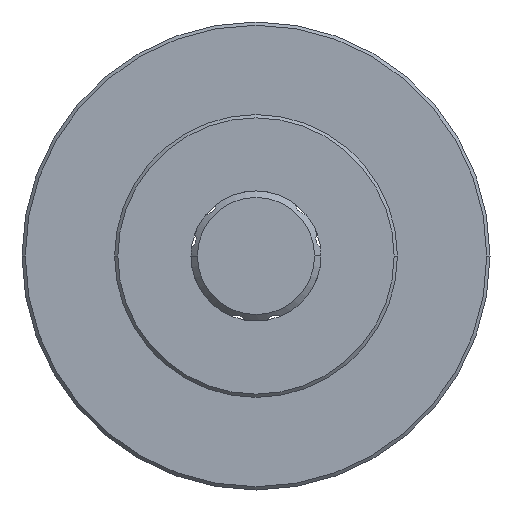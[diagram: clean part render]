
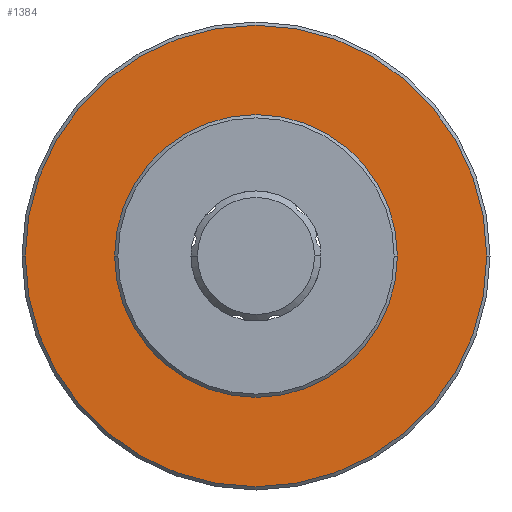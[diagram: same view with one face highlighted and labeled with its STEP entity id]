
A CAD part, left-side view. The second image highlights one B-rep face of the part: STEP entity #1384.
In plain terms, the highlighted planar face has unit normal (-1, 0, 0).
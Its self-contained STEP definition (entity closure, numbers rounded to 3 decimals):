
#883=CARTESIAN_POINT('',(12.,0.,0.));
#884=DIRECTION('',(-1.,0.,0.));
#885=DIRECTION('',(0.,1.,0.));
#886=AXIS2_PLACEMENT_3D('',#883,#884,#885);
#888=CARTESIAN_POINT('',(12.,0.,0.));
#889=DIRECTION('',(-1.,0.,0.));
#890=DIRECTION('',(0.,-1.,0.));
#891=AXIS2_PLACEMENT_3D('',#888,#889,#890);
#898=CARTESIAN_POINT('',(12.,0.,0.));
#899=DIRECTION('',(1.,0.,0.));
#900=DIRECTION('',(0.,1.,0.));
#901=AXIS2_PLACEMENT_3D('',#898,#899,#900);
#930=CARTESIAN_POINT('',(12.,0.,0.));
#931=DIRECTION('',(-1.,0.,0.));
#932=DIRECTION('',(0.,1.,0.));
#933=AXIS2_PLACEMENT_3D('',#930,#931,#932);
#973=CARTESIAN_POINT('',(12.,21.75,0.));
#974=CARTESIAN_POINT('',(12.,-21.75,0.));
#975=VERTEX_POINT('',#973);
#976=VERTEX_POINT('',#974);
#1001=CARTESIAN_POINT('',(12.,35.5,0.));
#1002=CARTESIAN_POINT('',(12.,-35.5,0.));
#1003=VERTEX_POINT('',#1001);
#1004=VERTEX_POINT('',#1002);
#1368=CARTESIAN_POINT('',(12.,0.,0.));
#1369=DIRECTION('',(1.,0.,0.));
#1370=DIRECTION('',(0.,-1.,0.));
#1371=AXIS2_PLACEMENT_3D('',#1368,#1369,#1370);
#1372=PLANE('',#1371);
#1373=ORIENTED_EDGE('',*,*,#1358,.F.);
#1375=ORIENTED_EDGE('',*,*,#1374,.F.);
#1376=EDGE_LOOP('',(#1373,#1375));
#1377=FACE_OUTER_BOUND('',#1376,.F.);
#1379=ORIENTED_EDGE('',*,*,#1378,.F.);
#1381=ORIENTED_EDGE('',*,*,#1380,.T.);
#1382=EDGE_LOOP('',(#1379,#1381));
#1383=FACE_BOUND('',#1382,.F.);
#1384=ADVANCED_FACE('',(#1377,#1383),#1372,.F.);
#887=CIRCLE('',#886,35.5);
#892=CIRCLE('',#891,35.5);
#902=CIRCLE('',#901,21.75);
#934=CIRCLE('',#933,21.75);
#1358=EDGE_CURVE('',#1003,#1004,#887,.T.);
#1374=EDGE_CURVE('',#1004,#1003,#892,.T.);
#1378=EDGE_CURVE('',#975,#976,#902,.T.);
#1380=EDGE_CURVE('',#975,#976,#934,.T.);
